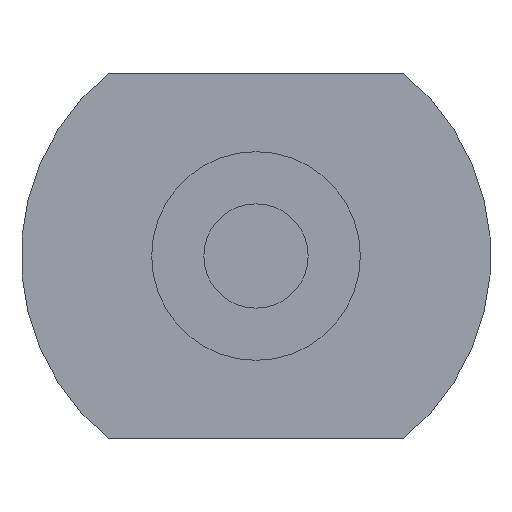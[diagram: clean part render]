
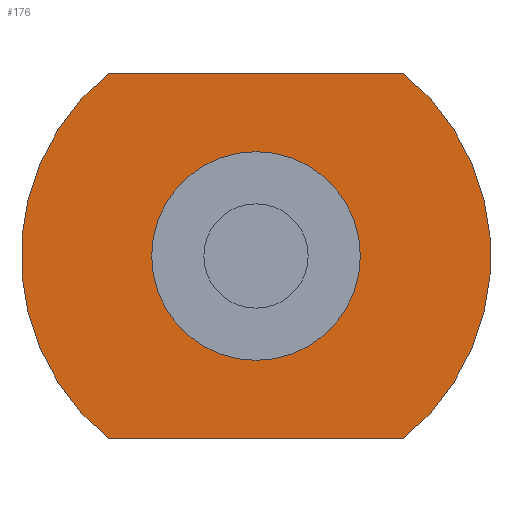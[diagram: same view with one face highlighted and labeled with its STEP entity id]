
A CAD part, left-side view. The second image highlights one B-rep face of the part: STEP entity #176.
In plain terms, the highlighted planar face has unit normal (-1, 0, 0).
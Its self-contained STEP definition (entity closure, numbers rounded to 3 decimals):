
#16=FACE_BOUND('',#49,.T.);
#23=PLANE('',#200);
#35=FACE_OUTER_BOUND('',#48,.T.);
#48=EDGE_LOOP('',(#151,#152,#153,#154));
#49=EDGE_LOOP('',(#155));
#55=LINE('',#284,#66);
#60=LINE('',#298,#71);
#66=VECTOR('',#233,10.);
#71=VECTOR('',#246,10.);
#77=CIRCLE('',#185,2.);
#80=CIRCLE('',#194,4.5);
#82=CIRCLE('',#198,4.5);
#87=VERTEX_POINT('',#269);
#90=VERTEX_POINT('',#282);
#91=VERTEX_POINT('',#283);
#94=VERTEX_POINT('',#291);
#96=VERTEX_POINT('',#297);
#103=EDGE_CURVE('',#87,#87,#77,.T.);
#107=EDGE_CURVE('',#90,#91,#55,.T.);
#111=EDGE_CURVE('',#90,#94,#80,.T.);
#114=EDGE_CURVE('',#96,#94,#60,.T.);
#117=EDGE_CURVE('',#96,#91,#82,.T.);
#151=ORIENTED_EDGE('',*,*,#117,.T.);
#152=ORIENTED_EDGE('',*,*,#107,.F.);
#153=ORIENTED_EDGE('',*,*,#111,.T.);
#154=ORIENTED_EDGE('',*,*,#114,.F.);
#155=ORIENTED_EDGE('',*,*,#103,.T.);
#176=ADVANCED_FACE('',(#35,#16),#23,.T.);
#185=AXIS2_PLACEMENT_3D('',#271,#216,#217);
#194=AXIS2_PLACEMENT_3D('',#292,#239,#240);
#198=AXIS2_PLACEMENT_3D('',#303,#251,#252);
#200=AXIS2_PLACEMENT_3D('',#305,#255,#256);
#216=DIRECTION('center_axis',(1.,0.,0.));
#217=DIRECTION('ref_axis',(0.,-1.,0.));
#233=DIRECTION('',(0.,1.,0.));
#239=DIRECTION('center_axis',(-1.,0.,0.));
#240=DIRECTION('ref_axis',(0.,-1.,0.));
#246=DIRECTION('',(0.,-1.,0.));
#251=DIRECTION('center_axis',(-1.,0.,0.));
#252=DIRECTION('ref_axis',(0.,-1.,0.));
#255=DIRECTION('center_axis',(-1.,0.,0.));
#256=DIRECTION('ref_axis',(0.,-1.,0.));
#269=CARTESIAN_POINT('',(142.,-82.907,12.));
#271=CARTESIAN_POINT('Origin',(142.,-84.907,12.));
#282=CARTESIAN_POINT('',(142.,-87.736,8.5));
#283=CARTESIAN_POINT('',(142.,-82.079,8.5));
#284=CARTESIAN_POINT('',(142.,-93.407,8.5));
#291=CARTESIAN_POINT('',(142.,-87.736,15.5));
#292=CARTESIAN_POINT('Origin',(142.,-84.907,12.));
#297=CARTESIAN_POINT('',(142.,-82.079,15.5));
#298=CARTESIAN_POINT('',(142.,-76.407,15.5));
#303=CARTESIAN_POINT('Origin',(142.,-84.907,12.));
#305=CARTESIAN_POINT('Origin',(142.,-84.907,12.));
